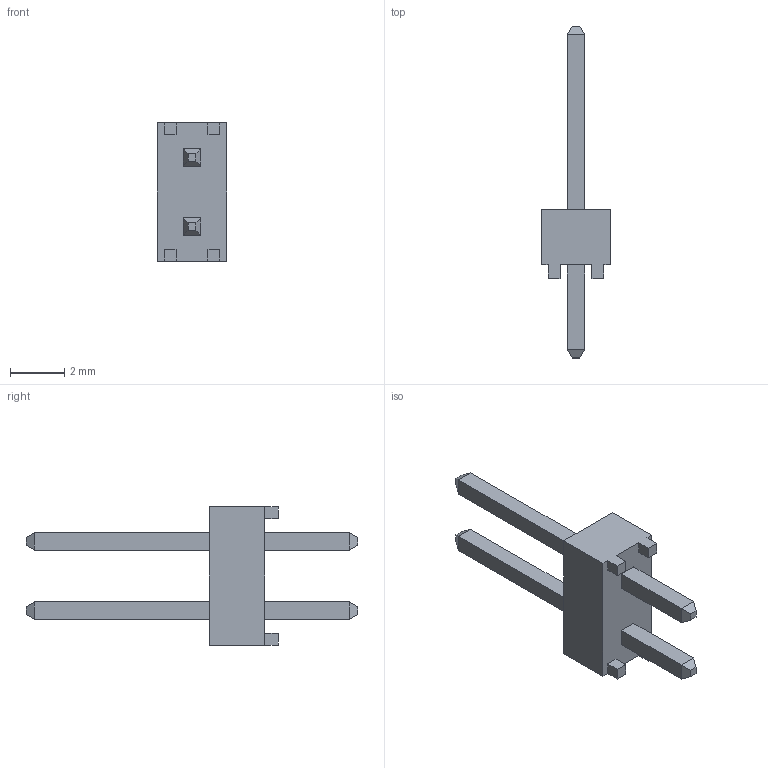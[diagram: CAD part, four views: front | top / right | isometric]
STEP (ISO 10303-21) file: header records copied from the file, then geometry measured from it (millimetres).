
FILE_DESCRIPTION(/* description */ ('STEP AP214'),/* implementation_level */ '2;1');
FILE_NAME(/* name */ 'TSW-101-24-S-D',/* time_stamp */ '2025-01-22T20:11:10+01:00',/* author */ ('License CC BY-ND 4.0'),/* organization */ ('CADENAS'),/* preprocessor_version */ 'ST-DEVELOPER v19.3',/* originating_system */ 'PARTsolutions',/* authorisation */ ' ');
FILE_SCHEMA (('AUTOMOTIVE_DESIGN {1 0 10303 214 3 1 1}'));
Length unit declared in the file: inch
Products named in the file (3): TSW-101-24-S-D; TSW-101-24-S-D_body; T-1S6-17-TSW-1-24-1-D
Assembly tree (2 placements, depth 2):
  TSW-101-24-S-D
    TSW-101-24-S-D_body
    T-1S6-17-TSW-1-24-1-D
Bounding box: 2.54 x 12.19 x 5.08 mm (x, y, z)
Volume: 34.9 mm3; surface area: 135.7 mm2
Topology: 2 solids, 2 shells, 72 faces, 176 edges, 112 vertices
Faces by surface type: plane 72
Entity records: 2138 total; most frequent: CARTESIAN_POINT 363, ORIENTED_EDGE 352, DIRECTION 326, EDGE_CURVE 176, LINE 176, VECTOR 176, VERTEX_POINT 112, EDGE_LOOP 80
